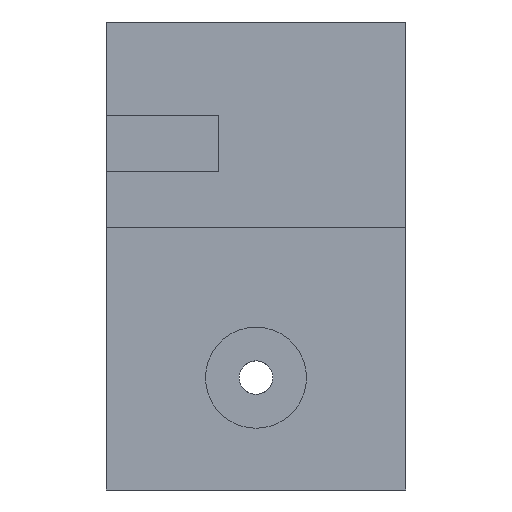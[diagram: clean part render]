
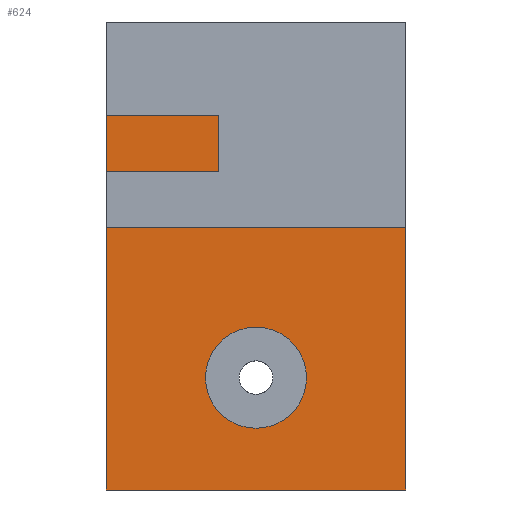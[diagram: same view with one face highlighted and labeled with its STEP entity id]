
A CAD part, left-side view. The second image highlights one B-rep face of the part: STEP entity #624.
In plain terms, the highlighted planar face has unit normal (-1, 0, 0).
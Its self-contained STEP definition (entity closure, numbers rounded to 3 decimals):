
#24=FACE_BOUND('',#111,.T.);
#39=CIRCLE('',#689,1.35);
#74=FACE_OUTER_BOUND('',#110,.T.);
#110=EDGE_LOOP('',(#554,#555,#556,#557));
#111=EDGE_LOOP('',(#558));
#149=LINE('',#1009,#220);
#151=LINE('',#1013,#222);
#159=LINE('',#1027,#230);
#182=LINE('',#1078,#253);
#220=VECTOR('',#768,10.);
#222=VECTOR('',#772,10.);
#230=VECTOR('',#784,10.);
#253=VECTOR('',#835,10.);
#290=VERTEX_POINT('',#1006);
#291=VERTEX_POINT('',#1008);
#292=VERTEX_POINT('',#1012);
#296=VERTEX_POINT('',#1026);
#312=VERTEX_POINT('',#1084);
#358=EDGE_CURVE('',#290,#291,#149,.T.);
#360=EDGE_CURVE('',#292,#291,#151,.T.);
#368=EDGE_CURVE('',#296,#292,#159,.T.);
#394=EDGE_CURVE('',#290,#296,#182,.T.);
#398=EDGE_CURVE('',#312,#312,#39,.T.);
#554=ORIENTED_EDGE('',*,*,#394,.T.);
#555=ORIENTED_EDGE('',*,*,#368,.T.);
#556=ORIENTED_EDGE('',*,*,#360,.T.);
#557=ORIENTED_EDGE('',*,*,#358,.F.);
#558=ORIENTED_EDGE('',*,*,#398,.F.);
#593=PLANE('',#690);
#624=ADVANCED_FACE('',(#74,#24),#593,.F.);
#689=AXIS2_PLACEMENT_3D('',#1086,#844,#845);
#690=AXIS2_PLACEMENT_3D('',#1087,#846,#847);
#768=DIRECTION('',(0.,0.,-1.));
#772=DIRECTION('',(0.,-1.,0.));
#784=DIRECTION('',(0.,0.,-1.));
#835=DIRECTION('',(0.,1.,0.));
#844=DIRECTION('center_axis',(-1.,0.,0.));
#845=DIRECTION('ref_axis',(0.,0.,1.));
#846=DIRECTION('center_axis',(1.,0.,0.));
#847=DIRECTION('ref_axis',(0.,-1.,0.));
#1006=CARTESIAN_POINT('',(-5.,0.,-2.5));
#1008=CARTESIAN_POINT('',(-5.,0.,-12.5));
#1009=CARTESIAN_POINT('',(-5.,0.,-2.5));
#1012=CARTESIAN_POINT('',(-5.,8.,-12.5));
#1013=CARTESIAN_POINT('',(-5.,8.,-12.5));
#1026=CARTESIAN_POINT('',(-5.,8.,-2.5));
#1027=CARTESIAN_POINT('',(-5.,8.,-2.5));
#1078=CARTESIAN_POINT('',(-5.,6.,-2.5));
#1084=CARTESIAN_POINT('',(-5.,4.,-10.85));
#1086=CARTESIAN_POINT('Origin',(-5.,4.,-9.5));
#1087=CARTESIAN_POINT('Origin',(-5.,8.,-2.5));
